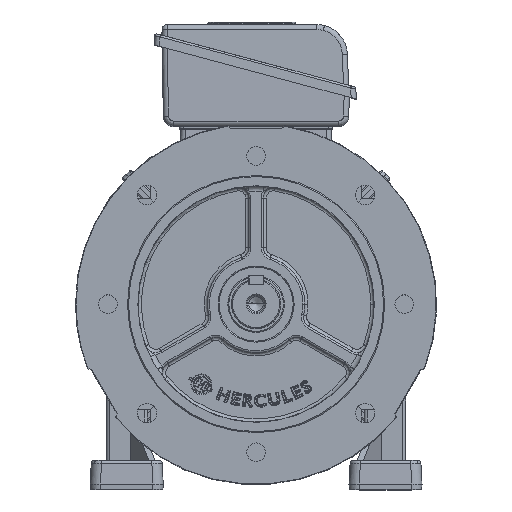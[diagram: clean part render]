
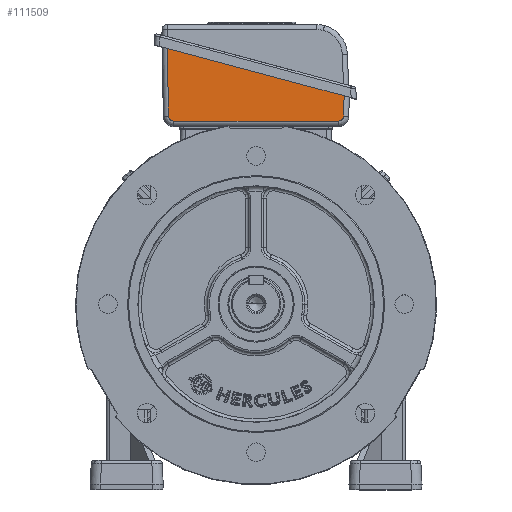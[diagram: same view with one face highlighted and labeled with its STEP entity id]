
A CAD part, top view. The second image highlights one B-rep face of the part: STEP entity #111509.
In plain terms, the highlighted face is planar.
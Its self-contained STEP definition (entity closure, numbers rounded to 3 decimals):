
#4785 = CARTESIAN_POINT ( 'NONE',  ( 88.732, -83.039, 7.584 ) ) ;
#6469 = CARTESIAN_POINT ( 'NONE',  ( 87.889, 85.195, 12.497 ) ) ;
#6480 = VERTEX_POINT ( 'NONE', #138451 ) ;
#11940 = CARTESIAN_POINT ( 'NONE',  ( 88.658, -85.15, 12.497 ) ) ;
#14401 = VERTEX_POINT ( 'NONE', #121779 ) ;
#16185 = ORIENTED_EDGE ( 'NONE', *, *, #59641, .T. ) ;
#17436 = VECTOR ( 'NONE', #54512, 1000. ) ;
#18535 = ORIENTED_EDGE ( 'NONE', *, *, #62793, .T. ) ;
#21088 = VECTOR ( 'NONE', #93476, 1000. ) ;
#24245 = VERTEX_POINT ( 'NONE', #6469 ) ;
#32918 =( BOUNDED_CURVE ( )  B_SPLINE_CURVE ( 3, ( #134698, #65851, #4785, #111745 ),
 .UNSPECIFIED., .F., .T. ) 
 B_SPLINE_CURVE_WITH_KNOTS ( ( 4, 4 ),
 ( 1.85, 3.403 ),
 .UNSPECIFIED. ) 
 CURVE ( )  GEOMETRIC_REPRESENTATION_ITEM ( )  RATIONAL_B_SPLINE_CURVE ( ( 1., 0.809, 0.809, 1. ) ) 
 REPRESENTATION_ITEM ( '' )  );
#36597 = EDGE_LOOP ( 'NONE', ( #117348, #142410, #16185, #18535, #48595, #77734 ) ) ;
#36638 = CARTESIAN_POINT ( 'NONE',  ( 87.889, 85.195, 12.497 ) ) ;
#38695 = CARTESIAN_POINT ( 'NONE',  ( 87.994, 80.173, 7.584 ) ) ;
#42511 = CARTESIAN_POINT ( 'NONE',  ( 87.189, 85.916, 53.818 ) ) ;
#47353 = CARTESIAN_POINT ( 'NONE',  ( 87.994, 80.196, 7.584 ) ) ;
#48595 = ORIENTED_EDGE ( 'NONE', *, *, #89385, .T. ) ;
#54512 = DIRECTION ( 'NONE',  ( 0.017, 0.017, -1. ) ) ;
#59641 = EDGE_CURVE ( 'NONE', #102638, #6480, #32918, .T. ) ;
#60087 = VERTEX_POINT ( 'NONE', #92020 ) ;
#62793 = EDGE_CURVE ( 'NONE', #6480, #60087, #63903, .T. ) ;
#63903 = LINE ( 'NONE', #38695, #136869 ) ;
#65851 = CARTESIAN_POINT ( 'NONE',  ( 88.707, -85.099, 9.609 ) ) ;
#75239 = EDGE_CURVE ( 'NONE', #24245, #14401, #132783, .T. ) ;
#75401 = DIRECTION ( 'NONE',  ( -0.005, 1., 0. ) ) ;
#76234 = CARTESIAN_POINT ( 'NONE',  ( 87.5, 12.221, 55.11 ) ) ;
#77013 = FACE_OUTER_BOUND ( 'NONE', #36597, .T. ) ;
#77734 = ORIENTED_EDGE ( 'NONE', *, *, #75239, .T. ) ;
#87932 = VECTOR ( 'NONE', #89177, 1000. ) ;
#88091 =( BOUNDED_CURVE ( )  B_SPLINE_CURVE ( 3, ( #47353, #141390, #104736, #36638 ),
 .UNSPECIFIED., .F., .T. ) 
 B_SPLINE_CURVE_WITH_KNOTS ( ( 4, 4 ),
 ( 3.403, 4.957 ),
 .UNSPECIFIED. ) 
 CURVE ( )  GEOMETRIC_REPRESENTATION_ITEM ( )  RATIONAL_B_SPLINE_CURVE ( ( 1., 0.809, 0.809, 1. ) ) 
 REPRESENTATION_ITEM ( '' )  );
#89177 = DIRECTION ( 'NONE',  ( -0.017, 0.017, 1. ) ) ;
#89385 = EDGE_CURVE ( 'NONE', #60087, #24245, #88091, .T. ) ;
#92020 = CARTESIAN_POINT ( 'NONE',  ( 87.994, 80.196, 7.584 ) ) ;
#92724 = LINE ( 'NONE', #129403, #21088 ) ;
#93476 = DIRECTION ( 'NONE',  ( 0., 0.966, -0.259 ) ) ;
#100681 = DIRECTION ( 'NONE',  ( 1., 0.005, 0.017 ) ) ;
#102638 = VERTEX_POINT ( 'NONE', #11940 ) ;
#104736 = CARTESIAN_POINT ( 'NONE',  ( 87.938, 85.144, 9.609 ) ) ;
#111372 = DIRECTION ( 'NONE',  ( 0.017, 0., -1. ) ) ;
#111509 = ADVANCED_FACE ( 'NONE', ( #77013 ), #123618, .T. ) ;
#111745 = CARTESIAN_POINT ( 'NONE',  ( 88.719, -80.15, 7.584 ) ) ;
#116669 = EDGE_CURVE ( 'NONE', #120583, #14401, #92724, .T. ) ;
#117348 = ORIENTED_EDGE ( 'NONE', *, *, #116669, .F. ) ;
#120583 = VERTEX_POINT ( 'NONE', #144019 ) ;
#121779 = CARTESIAN_POINT ( 'NONE',  ( 87.5, 85.595, 35.449 ) ) ;
#123618 = PLANE ( 'NONE',  #134639 ) ;
#129403 = CARTESIAN_POINT ( 'NONE',  ( 87.5, 12.221, 55.11 ) ) ;
#132783 = LINE ( 'NONE', #42511, #87932 ) ;
#134639 = AXIS2_PLACEMENT_3D ( 'NONE', #76234, #100681, #111372 ) ;
#134698 = CARTESIAN_POINT ( 'NONE',  ( 88.658, -85.15, 12.497 ) ) ;
#136011 = EDGE_CURVE ( 'NONE', #120583, #102638, #148567, .T. ) ;
#136869 = VECTOR ( 'NONE', #75401, 1000. ) ;
#138451 = CARTESIAN_POINT ( 'NONE',  ( 88.719, -80.15, 7.584 ) ) ;
#141390 = CARTESIAN_POINT ( 'NONE',  ( 87.981, 83.084, 7.584 ) ) ;
#142410 = ORIENTED_EDGE ( 'NONE', *, *, #136011, .T. ) ;
#144019 = CARTESIAN_POINT ( 'NONE',  ( 87.5, -86.355, 81.523 ) ) ;
#145555 = CARTESIAN_POINT ( 'NONE',  ( 88.66, -85.148, 12.413 ) ) ;
#148567 = LINE ( 'NONE', #145555, #17436 ) ;
